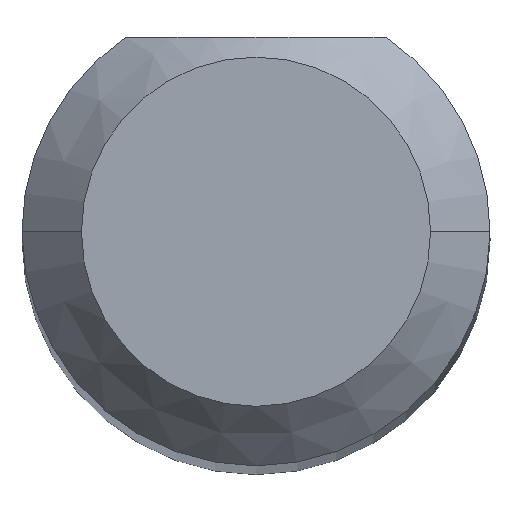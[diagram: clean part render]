
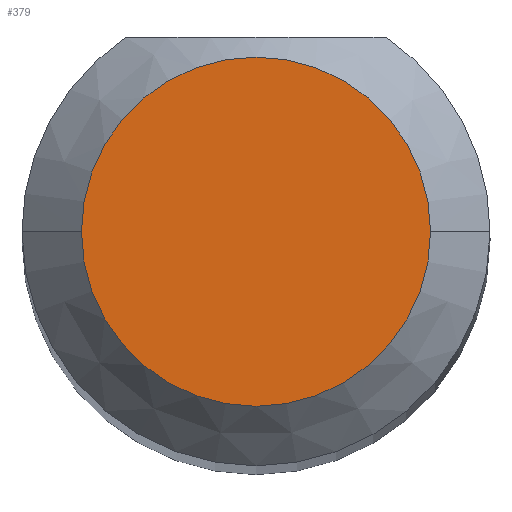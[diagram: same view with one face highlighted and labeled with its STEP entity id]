
A CAD part, top view. The second image highlights one B-rep face of the part: STEP entity #379.
In plain terms, the highlighted planar face has unit normal (0, 0, 1).
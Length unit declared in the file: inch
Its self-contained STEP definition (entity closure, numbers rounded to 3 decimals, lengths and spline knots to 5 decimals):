
#2 = PLANE ( 'NONE',  #478 ) ;
#32 = AXIS2_PLACEMENT_3D ( 'NONE', #335, #241, #377 ) ;
#42 = AXIS2_PLACEMENT_3D ( 'NONE', #217, #175, #395 ) ;
#134 = DIRECTION ( 'NONE',  ( 0., 0., 1. ) ) ;
#175 = DIRECTION ( 'NONE',  ( 0., 0., 1. ) ) ;
#177 = CARTESIAN_POINT ( 'NONE',  ( 0., 0., 1.49606 ) ) ;
#178 = ORIENTED_EDGE ( 'NONE', *, *, #394, .T. ) ;
#217 = CARTESIAN_POINT ( 'NONE',  ( 0., 0., 1.49606 ) ) ;
#240 = CARTESIAN_POINT ( 'NONE',  ( 0.04406, 0., 1.49606 ) ) ;
#241 = DIRECTION ( 'NONE',  ( 0., 0., 1. ) ) ;
#269 = EDGE_LOOP ( 'NONE', ( #178, #413 ) ) ;
#290 = CIRCLE ( 'NONE', #32, 0.04406 ) ;
#322 = DIRECTION ( 'NONE',  ( 1., 0., 0. ) ) ;
#335 = CARTESIAN_POINT ( 'NONE',  ( 0., 0., 1.49606 ) ) ;
#377 = DIRECTION ( 'NONE',  ( 1., 0., 0. ) ) ;
#379 = ADVANCED_FACE ( 'NONE', ( #458 ), #2, .T. ) ;
#393 = VERTEX_POINT ( 'NONE', #427 ) ;
#394 = EDGE_CURVE ( 'NONE', #393, #446, #290, .T. ) ;
#395 = DIRECTION ( 'NONE',  ( 1., 0., 0. ) ) ;
#413 = ORIENTED_EDGE ( 'NONE', *, *, #536, .T. ) ;
#427 = CARTESIAN_POINT ( 'NONE',  ( -0.04406, 0., 1.49606 ) ) ;
#446 = VERTEX_POINT ( 'NONE', #240 ) ;
#458 = FACE_OUTER_BOUND ( 'NONE', #269, .T. ) ;
#478 = AXIS2_PLACEMENT_3D ( 'NONE', #177, #134, #322 ) ;
#504 = CIRCLE ( 'NONE', #42, 0.04406 ) ;
#536 = EDGE_CURVE ( 'NONE', #446, #393, #504, .T. ) ;
